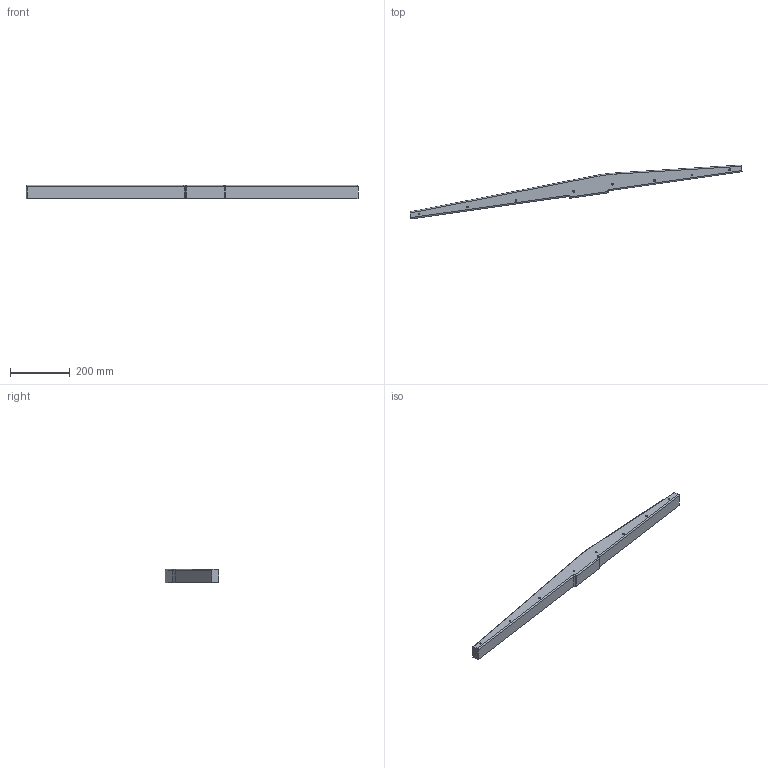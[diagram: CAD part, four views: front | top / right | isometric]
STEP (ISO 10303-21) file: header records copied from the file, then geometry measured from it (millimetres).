
FILE_DESCRIPTION( ( 'STEP AP203' ), '1' );
FILE_NAME( ' ', ' ', ( ' ' ), ( ' ' ), 'PSStep 10.1', ' ', ' ' );
FILE_SCHEMA( ( 'CONFIG_CONTROL_DESIGN' ) );
Length unit declared in the file: millimetre
Products named in the file (1): 1
Bounding box: 1107.89 x 179.47 x 44 mm (x, y, z)
Volume: 2029847.9 mm3; surface area: 194270.6 mm2
Topology: 1 solids, 1 shells, 46 faces, 112 edges, 66 vertices
Faces by surface type: cylinder 20, plane 11, cone 8, bspline 4, torus 3
Full cylindrical faces by diameter (mm): 6 x8
Entity records: 1606 total; most frequent: CARTESIAN_POINT 605, DIRECTION 195, ORIENTED_EDGE 172, EDGE_CURVE 86, AXIS2_PLACEMENT_3D 79, VERTEX_POINT 66, EDGE_LOOP 62, FACE_OUTER_BOUND 54
